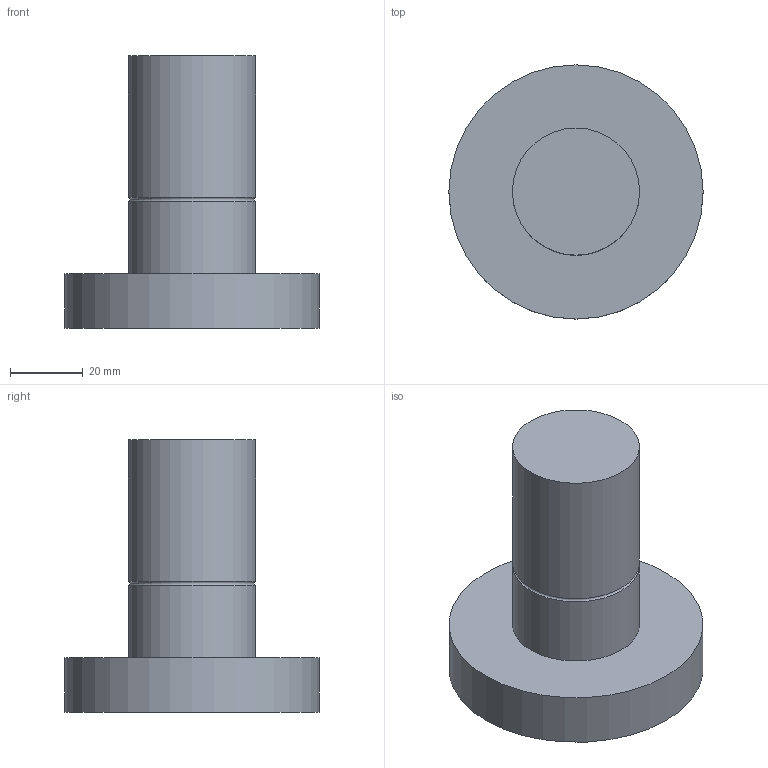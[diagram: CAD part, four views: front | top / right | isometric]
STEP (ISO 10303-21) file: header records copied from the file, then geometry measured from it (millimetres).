
FILE_DESCRIPTION(('FreeCAD Model'),'2;1');
FILE_NAME('Open CASCADE Shape Model','2024-09-17T15:10:15',('Author'),( ''),'Open CASCADE STEP processor 7.6','FreeCAD','Unknown');
FILE_SCHEMA(('AUTOMOTIVE_DESIGN { 1 0 10303 214 1 1 1 1 }'));
Length unit declared in the file: millimetre
Products named in the file (1): Body
Bounding box: 70 x 70 x 75 mm (x, y, z)
Volume: 115410.9 mm3; surface area: 17652.5 mm2
Topology: 1 solids, 1 shells, 7 faces, 10 edges, 6 vertices
Faces by surface type: cylinder 3, plane 3, torus 1
Full cylindrical faces by diameter (mm): 35 x2, 70 x1
Entity records: 307 total; most frequent: DIRECTION 53, CARTESIAN_POINT 44, ORIENTED_EDGE 20, PCURVE 20, DEFINITIONAL_REPRESENTATION 20, LINE 19, VECTOR 19, AXIS2_PLACEMENT_3D 15
